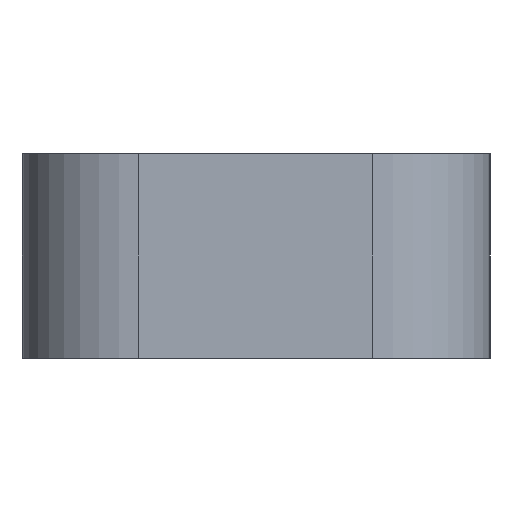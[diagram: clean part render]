
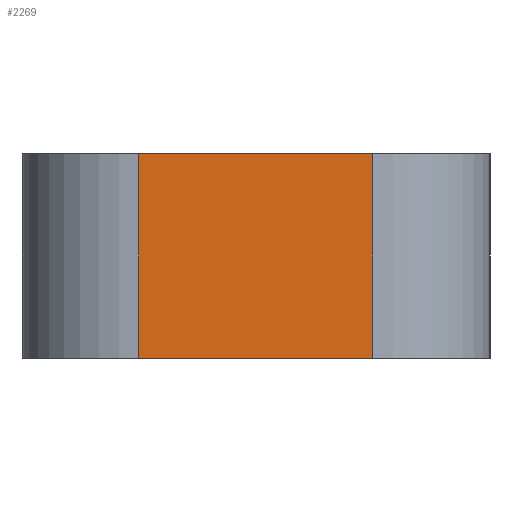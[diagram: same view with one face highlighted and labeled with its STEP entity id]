
A CAD part, left-side view. The second image highlights one B-rep face of the part: STEP entity #2269.
In plain terms, the highlighted planar face has unit normal (-1, 0, 0).
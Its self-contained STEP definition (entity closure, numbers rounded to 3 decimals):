
#72 = CARTESIAN_POINT ( 'NONE',  ( -34., -4., -3.5 ) ) ;
#96 = VERTEX_POINT ( 'NONE', #2131 ) ;
#162 = EDGE_CURVE ( 'NONE', #821, #96, #1975, .T. ) ;
#182 = VERTEX_POINT ( 'NONE', #857 ) ;
#225 = ORIENTED_EDGE ( 'NONE', *, *, #1988, .F. ) ;
#236 = DIRECTION ( 'NONE',  ( 0., -1., 0. ) ) ;
#274 = VECTOR ( 'NONE', #449, 1000. ) ;
#293 = FACE_OUTER_BOUND ( 'NONE', #1979, .T. ) ;
#323 = CARTESIAN_POINT ( 'NONE',  ( -34., 8., 3.5 ) ) ;
#354 = DIRECTION ( 'NONE',  ( 0., -1., 0. ) ) ;
#432 = DIRECTION ( 'NONE',  ( 1., 0., 0. ) ) ;
#449 = DIRECTION ( 'NONE',  ( 0., 0., 1. ) ) ;
#459 = CARTESIAN_POINT ( 'NONE',  ( -34., -4., 3.5 ) ) ;
#498 = VECTOR ( 'NONE', #354, 1000. ) ;
#628 = PLANE ( 'NONE',  #634 ) ;
#634 = AXIS2_PLACEMENT_3D ( 'NONE', #2542, #432, #1064 ) ;
#724 = CARTESIAN_POINT ( 'NONE',  ( -34., 4., 3.5 ) ) ;
#821 = VERTEX_POINT ( 'NONE', #72 ) ;
#839 = ORIENTED_EDGE ( 'NONE', *, *, #1807, .T. ) ;
#857 = CARTESIAN_POINT ( 'NONE',  ( -34., 4., -3.5 ) ) ;
#1064 = DIRECTION ( 'NONE',  ( 0., 0., -1. ) ) ;
#1268 = VECTOR ( 'NONE', #2001, 1000. ) ;
#1273 = VECTOR ( 'NONE', #236, 1000. ) ;
#1286 = CARTESIAN_POINT ( 'NONE',  ( -34., 4., 3.5 ) ) ;
#1334 = LINE ( 'NONE', #323, #498 ) ;
#1455 = ORIENTED_EDGE ( 'NONE', *, *, #2593, .T. ) ;
#1807 = EDGE_CURVE ( 'NONE', #182, #821, #2000, .T. ) ;
#1975 = LINE ( 'NONE', #459, #274 ) ;
#1979 = EDGE_LOOP ( 'NONE', ( #839, #2742, #225, #1455 ) ) ;
#1988 = EDGE_CURVE ( 'NONE', #2386, #96, #1334, .T. ) ;
#2000 = LINE ( 'NONE', #2361, #1273 ) ;
#2001 = DIRECTION ( 'NONE',  ( 0., 0., -1. ) ) ;
#2089 = LINE ( 'NONE', #724, #1268 ) ;
#2131 = CARTESIAN_POINT ( 'NONE',  ( -34., -4., 3.5 ) ) ;
#2269 = ADVANCED_FACE ( 'NONE', ( #293 ), #628, .F. ) ;
#2361 = CARTESIAN_POINT ( 'NONE',  ( -34., 8., -3.5 ) ) ;
#2386 = VERTEX_POINT ( 'NONE', #1286 ) ;
#2542 = CARTESIAN_POINT ( 'NONE',  ( -34., 8., 3.5 ) ) ;
#2593 = EDGE_CURVE ( 'NONE', #2386, #182, #2089, .T. ) ;
#2742 = ORIENTED_EDGE ( 'NONE', *, *, #162, .T. ) ;
